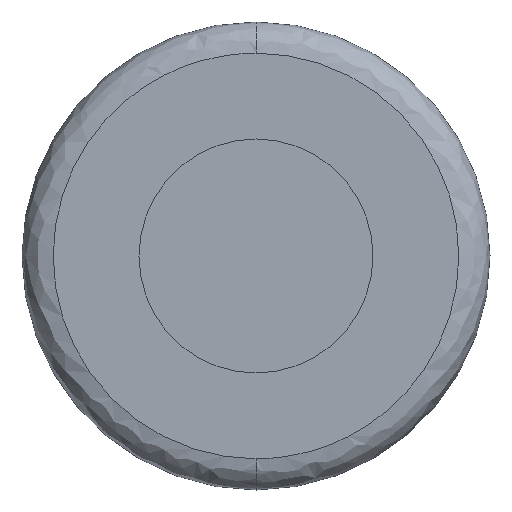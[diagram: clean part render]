
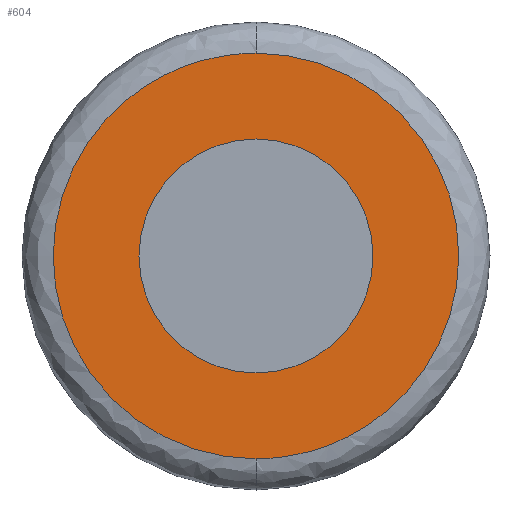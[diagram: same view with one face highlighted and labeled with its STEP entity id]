
A CAD part, front view. The second image highlights one B-rep face of the part: STEP entity #604.
In plain terms, the highlighted planar face has unit normal (0, -1, 0).
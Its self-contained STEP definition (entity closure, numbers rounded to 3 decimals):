
#48 = CARTESIAN_POINT ( 'NONE',  ( 0., 0., 7.5 ) ) ;
#54 = AXIS2_PLACEMENT_3D ( 'NONE', #97, #102, #85 ) ;
#77 = EDGE_LOOP ( 'NONE', ( #836, #895 ) ) ;
#85 = DIRECTION ( 'NONE',  ( 0., 0., -1. ) ) ;
#90 = PLANE ( 'NONE',  #54 ) ;
#95 = AXIS2_PLACEMENT_3D ( 'NONE', #658, #656, #655 ) ;
#97 = CARTESIAN_POINT ( 'NONE',  ( 7.5, 0., 0. ) ) ;
#102 = DIRECTION ( 'NONE',  ( 0., -1., 0. ) ) ;
#128 = EDGE_CURVE ( 'NONE', #837, #838, #790, .T. ) ;
#143 =( BOUNDED_CURVE ( )  B_SPLINE_CURVE ( 3, ( #260, #291, #257, #256 ),
 .UNSPECIFIED., .F., .F. ) 
 B_SPLINE_CURVE_WITH_KNOTS ( ( 4, 4 ),
 ( 0., 1. ),
 .UNSPECIFIED. ) 
 CURVE ( )  GEOMETRIC_REPRESENTATION_ITEM ( )  RATIONAL_B_SPLINE_CURVE ( ( 1., 0.333, 0.333, 1. ) ) 
 REPRESENTATION_ITEM ( '' )  );
#219 = FACE_BOUND ( 'NONE', #77, .T. ) ;
#235 = EDGE_CURVE ( 'NONE', #804, #870, #399, .T. ) ;
#256 = CARTESIAN_POINT ( 'NONE',  ( 0., 0., -13. ) ) ;
#257 = CARTESIAN_POINT ( 'NONE',  ( 26., 0., -13. ) ) ;
#260 = CARTESIAN_POINT ( 'NONE',  ( 0., 0., 13. ) ) ;
#291 = CARTESIAN_POINT ( 'NONE',  ( 26., 0., 13. ) ) ;
#319 = EDGE_CURVE ( 'NONE', #870, #804, #830, .T. ) ;
#399 = CIRCLE ( 'NONE', #95, 7.5 ) ;
#416 = FACE_OUTER_BOUND ( 'NONE', #786, .T. ) ;
#436 = EDGE_CURVE ( 'NONE', #838, #837, #143, .T. ) ;
#448 = DIRECTION ( 'NONE',  ( 0., 0., -1. ) ) ;
#449 = DIRECTION ( 'NONE',  ( 0., 1., 0. ) ) ;
#450 = CARTESIAN_POINT ( 'NONE',  ( 0., 0., 0. ) ) ;
#510 = AXIS2_PLACEMENT_3D ( 'NONE', #450, #449, #448 ) ;
#604 = ADVANCED_FACE ( 'NONE', ( #219, #416 ), #90, .T. ) ;
#629 = CARTESIAN_POINT ( 'NONE',  ( 0., 0., -13. ) ) ;
#655 = DIRECTION ( 'NONE',  ( 0., 0., -1. ) ) ;
#656 = DIRECTION ( 'NONE',  ( 0., 1., 0. ) ) ;
#658 = CARTESIAN_POINT ( 'NONE',  ( 0., 0., 0. ) ) ;
#749 = CARTESIAN_POINT ( 'NONE',  ( 0., 0., 13. ) ) ;
#750 = CARTESIAN_POINT ( 'NONE',  ( 0., 0., -13. ) ) ;
#758 = CARTESIAN_POINT ( 'NONE',  ( -26., 0., 13. ) ) ;
#773 = CARTESIAN_POINT ( 'NONE',  ( -26., 0., -13. ) ) ;
#786 = EDGE_LOOP ( 'NONE', ( #831, #802 ) ) ;
#790 =( BOUNDED_CURVE ( )  B_SPLINE_CURVE ( 3, ( #750, #773, #758, #749 ),
 .UNSPECIFIED., .F., .F. ) 
 B_SPLINE_CURVE_WITH_KNOTS ( ( 4, 4 ),
 ( 0., 1. ),
 .UNSPECIFIED. ) 
 CURVE ( )  GEOMETRIC_REPRESENTATION_ITEM ( )  RATIONAL_B_SPLINE_CURVE ( ( 1., 0.333, 0.333, 1. ) ) 
 REPRESENTATION_ITEM ( '' )  );
#802 = ORIENTED_EDGE ( 'NONE', *, *, #128, .F. ) ;
#804 = VERTEX_POINT ( 'NONE', #48 ) ;
#830 = CIRCLE ( 'NONE', #510, 7.5 ) ;
#831 = ORIENTED_EDGE ( 'NONE', *, *, #436, .F. ) ;
#836 = ORIENTED_EDGE ( 'NONE', *, *, #319, .T. ) ;
#837 = VERTEX_POINT ( 'NONE', #629 ) ;
#838 = VERTEX_POINT ( 'NONE', #916 ) ;
#870 = VERTEX_POINT ( 'NONE', #911 ) ;
#895 = ORIENTED_EDGE ( 'NONE', *, *, #235, .T. ) ;
#911 = CARTESIAN_POINT ( 'NONE',  ( 0., 0., -7.5 ) ) ;
#916 = CARTESIAN_POINT ( 'NONE',  ( 0., 0., 13. ) ) ;
